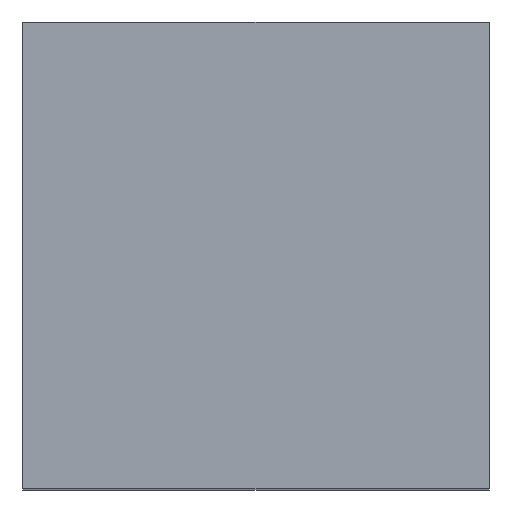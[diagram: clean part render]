
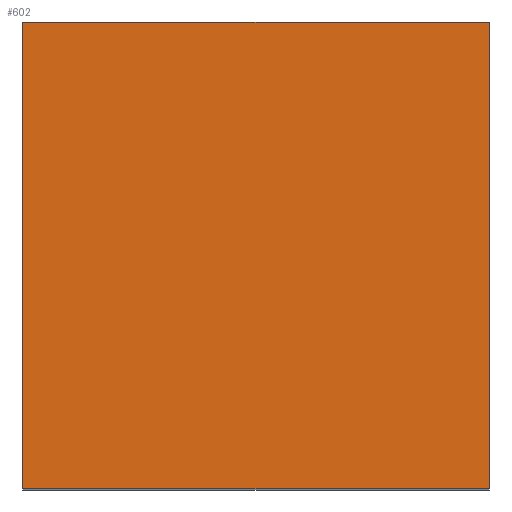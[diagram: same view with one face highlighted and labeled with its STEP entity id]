
A CAD part, top view. The second image highlights one B-rep face of the part: STEP entity #602.
In plain terms, the highlighted planar face has unit normal (0, 0, 1).
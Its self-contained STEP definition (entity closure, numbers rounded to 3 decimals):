
#73 = VERTEX_POINT ( 'NONE', #249 ) ;
#74 = VERTEX_POINT ( 'NONE', #250 ) ;
#178 = VERTEX_POINT ( 'NONE', #354 ) ;
#179 = VERTEX_POINT ( 'NONE', #355 ) ;
#249 = CARTESIAN_POINT ( 'NONE',  ( 15., 12.5, 40. ) ) ;
#250 = CARTESIAN_POINT ( 'NONE',  ( 15., -12.5, 40. ) ) ;
#354 = CARTESIAN_POINT ( 'NONE',  ( -10., -12.5, 40. ) ) ;
#355 = CARTESIAN_POINT ( 'NONE',  ( -10., 12.5, 40. ) ) ;
#602 = ADVANCED_FACE ( 'NONE', ( #1073 ), #1812, .T. ) ;
#904 = ORIENTED_EDGE ( 'NONE', *, *, #3029, .F. ) ;
#905 = ORIENTED_EDGE ( 'NONE', *, *, #3028, .F. ) ;
#906 = ORIENTED_EDGE ( 'NONE', *, *, #2874, .T. ) ;
#907 = ORIENTED_EDGE ( 'NONE', *, *, #3030, .F. ) ;
#1073 = FACE_OUTER_BOUND ( 'NONE', #2558, .T. ) ;
#1174 = VECTOR ( 'NONE', #2083, 1000. ) ;
#1188 = LINE ( 'NONE', #2082, #1174 ) ;
#1587 = LINE ( 'NONE', #2405, #1591 ) ;
#1591 = VECTOR ( 'NONE', #2406, 1000. ) ;
#1593 = LINE ( 'NONE', #2400, #1597 ) ;
#1595 = LINE ( 'NONE', #2408, #1596 ) ;
#1596 = VECTOR ( 'NONE', #2409, 1000. ) ;
#1597 = VECTOR ( 'NONE', #2410, 1000. ) ;
#1811 = CARTESIAN_POINT ( 'NONE',  ( 2.5, 0., 40. ) ) ;
#1812 = PLANE ( 'NONE',  #3129 ) ;
#1814 = DIRECTION ( 'NONE',  ( 0., 0., 1. ) ) ;
#1815 = DIRECTION ( 'NONE',  ( 1., 0., 0. ) ) ;
#2082 = CARTESIAN_POINT ( 'NONE',  ( -10., 0., 40. ) ) ;
#2083 = DIRECTION ( 'NONE',  ( 0., -1., 0. ) ) ;
#2400 = CARTESIAN_POINT ( 'NONE',  ( 15., -12.5, 40. ) ) ;
#2405 = CARTESIAN_POINT ( 'NONE',  ( -10., 12.5, 40. ) ) ;
#2406 = DIRECTION ( 'NONE',  ( 1., 0., 0. ) ) ;
#2408 = CARTESIAN_POINT ( 'NONE',  ( 15., 12.5, 40. ) ) ;
#2409 = DIRECTION ( 'NONE',  ( 0., -1., 0. ) ) ;
#2410 = DIRECTION ( 'NONE',  ( -1., 0., 0. ) ) ;
#2558 = EDGE_LOOP ( 'NONE', ( #904, #905, #906, #907 ) ) ;
#2874 = EDGE_CURVE ( 'NONE', #179, #178, #1188, .T. ) ;
#3028 = EDGE_CURVE ( 'NONE', #179, #73, #1587, .T. ) ;
#3029 = EDGE_CURVE ( 'NONE', #73, #74, #1595, .T. ) ;
#3030 = EDGE_CURVE ( 'NONE', #74, #178, #1593, .T. ) ;
#3129 = AXIS2_PLACEMENT_3D ( 'NONE', #1811, #1814, #1815 ) ;
